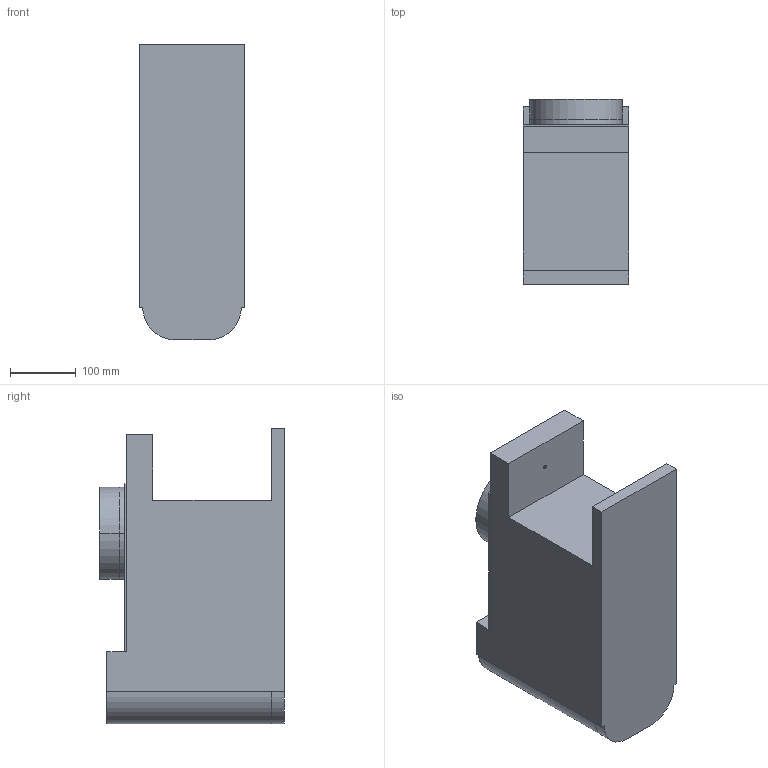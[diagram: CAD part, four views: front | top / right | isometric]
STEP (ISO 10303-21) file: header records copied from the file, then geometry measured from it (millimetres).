
FILE_DESCRIPTION (( 'STEP AP214' ), '1' );
FILE_NAME ('Full.STEP', '2024-04-11T13:21:56', ( '' ), ( '' ), 'SwSTEP 2.0', 'SolidWorks 2024', '' );
FILE_SCHEMA (( 'AUTOMOTIVE_DESIGN' ));
Length unit declared in the file: millimetre
Products named in the file (42): Axle2; Zebatka GT2; Solenoid; LA_Standard; Chamber; pan cross head_am_B18.6.7M - M6 x 1.0 x 50 Type I Cross Recessed PHMS --50N; flat washer regular_am_B18.22M - Plain washer, 3.5 mm, regular; fi5_23; Plate; hex nut style 1_am_B18.2.4.1M - Hex nut, Style 1,  M6 x 1 --D-N; 28byj-48_stepper; Base; Part2^Full; idle pulley_Domyślna; Middle Backside; LA-Adapter_Standard; Water container; LA-Rohr_Standard; LA-Bottom_Standard; Middle cover; LA-Deckel_Standard; pulley system; axle; LA-Rod_Standard; Heating plate; Bottom Piston; Part1^Full; flat washer regular_am_B18.22M - Plain washer, 6 mm, regular; cross ph tapping 968_din_PreviewCfg; Pojemnik na susz; LA-Motor_Standard; End Stop_Z Stop; pan cross head_am_B18.6.7M - M3.5 x 0.6 x 13 Type I Cross Recessed PHMS --13N; Full; Strainer; Stepper with pulley; hex nut style 2_am_B18.2.4.2M - Hex nut, Style 2,  M3.5 x 0.6 --D-N; spychacz; Regular bearing_5
Assembly tree (58 placements, depth 5):
  Full
    Base
    Water container
    Chamber
      Chamber
      Strainer
      Bottom Piston
        LA_Standard
          LA-Bottom_Standard
          LA-Adapter_Standard
          LA-Rohr_Standard
          LA-Deckel_Standard
          LA-Rod_Standard
          LA-Motor_Standard
          cross ph tapping 968_din_PreviewCfg  x3
        Bottom Piston
    flat washer regular_am_B18.22M - Plain washer, 6 mm, regular
    hex nut style 1_am_B18.2.4.1M - Hex nut, Style 1,  M6 x 1 --D-N
    pan cross head_am_B18.6.7M - M6 x 1.0 x 50 Type I Cross Recessed PHMS --50N
    Plate
    Middle cover
    pulley system
      Zebatka GT2  x3
      Regular bearing_5  x4
      axle
    spychacz
    Stepper with pulley
      28byj-48_stepper
      Zebatka GT2
    pan cross head_am_B18.6.7M - M3.5 x 0.6 x 13 Type I Cross Recessed PHMS --13N  x2
    flat washer regular_am_B18.22M - Plain washer, 3.5 mm, regular  x2
    hex nut style 2_am_B18.2.4.2M - Hex nut, Style 2,  M3.5 x 0.6 --D-N  x2
    Part1^Full
    Pojemnik na susz
    Middle Backside
    End Stop_Z Stop
    Solenoid
    Axle2
      fi5_23
      Regular bearing_5  x2
      idle pulley_Domyślna
    Axle2
      fi5_23
      Regular bearing_5  x2
      idle pulley_Domyślna
    Heating plate
    Part2^Full
Bounding box: 160 x 281 x 450 mm (x, y, z)
Volume: 6692262.9 mm3; surface area: 1282782.6 mm2
Topology: 52 solids, 52 shells, 1553 faces, 3792 edges, 2429 vertices
Faces by surface type: plane 748, cylinder 631, cone 74, torus 50, bspline 36, sphere 14
Entity records: 40969 total; most frequent: CARTESIAN_POINT 8689, DIRECTION 6690, ORIENTED_EDGE 6308, EDGE_CURVE 3154, AXIS2_PLACEMENT_3D 2430, VERTEX_POINT 2029, VECTOR 1830, LINE 1830
